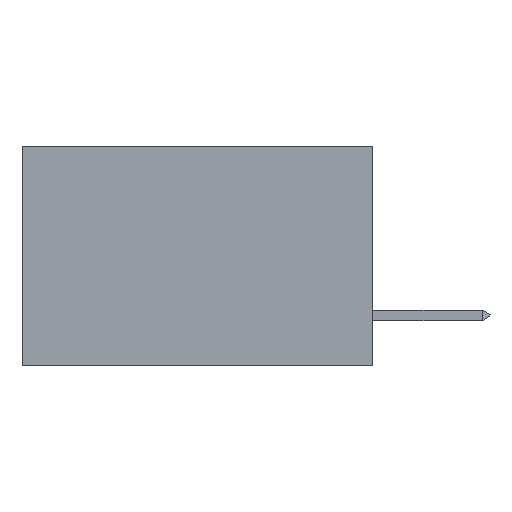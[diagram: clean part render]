
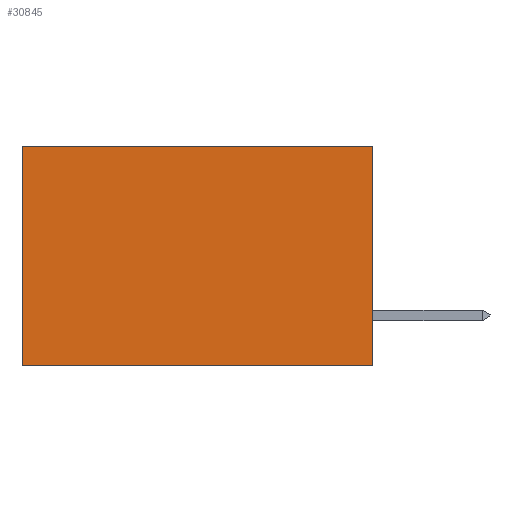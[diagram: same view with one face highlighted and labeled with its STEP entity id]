
A CAD part, left-side view. The second image highlights one B-rep face of the part: STEP entity #30845.
In plain terms, the highlighted planar face has unit normal (-1, 0, 0).
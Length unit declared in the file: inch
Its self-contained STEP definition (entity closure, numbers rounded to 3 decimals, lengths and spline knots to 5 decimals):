
#496 = FACE_OUTER_BOUND ( 'NONE', #23616, .T. ) ;
#766 = VECTOR ( 'NONE', #23736, 39.37008 ) ;
#2764 = PLANE ( 'NONE',  #8040 ) ;
#3573 = ORIENTED_EDGE ( 'NONE', *, *, #30791, .T. ) ;
#3600 = CARTESIAN_POINT ( 'NONE',  ( 0.277, 0., 0. ) ) ;
#3685 = VERTEX_POINT ( 'NONE', #3743 ) ;
#3743 = CARTESIAN_POINT ( 'NONE',  ( 0.277, 0.59, 0. ) ) ;
#5346 = DIRECTION ( 'NONE',  ( 1., 0., 0. ) ) ;
#6831 = CARTESIAN_POINT ( 'NONE',  ( 0.277, 0., -0.37 ) ) ;
#8040 = AXIS2_PLACEMENT_3D ( 'NONE', #20541, #5346, #23035 ) ;
#8537 = ORIENTED_EDGE ( 'NONE', *, *, #19176, .F. ) ;
#10384 = EDGE_CURVE ( 'NONE', #20846, #3685, #14309, .T. ) ;
#11071 = CARTESIAN_POINT ( 'NONE',  ( 0.277, 0., -0.37 ) ) ;
#12704 = CARTESIAN_POINT ( 'NONE',  ( 0.277, 0., -0.37 ) ) ;
#12715 = VERTEX_POINT ( 'NONE', #6831 ) ;
#14309 = LINE ( 'NONE', #3600, #766 ) ;
#16287 = ORIENTED_EDGE ( 'NONE', *, *, #10384, .T. ) ;
#18714 = LINE ( 'NONE', #11071, #31930 ) ;
#19176 = EDGE_CURVE ( 'NONE', #20846, #12715, #25074, .T. ) ;
#20319 = DIRECTION ( 'NONE',  ( 0., 0., -1. ) ) ;
#20541 = CARTESIAN_POINT ( 'NONE',  ( 0.277, 0., -0.37 ) ) ;
#20710 = EDGE_CURVE ( 'NONE', #12715, #25645, #18714, .T. ) ;
#20846 = VERTEX_POINT ( 'NONE', #24162 ) ;
#21377 = CARTESIAN_POINT ( 'NONE',  ( 0.277, 0.59, -0.37 ) ) ;
#23035 = DIRECTION ( 'NONE',  ( 0., 0., -1. ) ) ;
#23616 = EDGE_LOOP ( 'NONE', ( #3573, #30725, #8537, #16287 ) ) ;
#23736 = DIRECTION ( 'NONE',  ( 0., 1., 0. ) ) ;
#24162 = CARTESIAN_POINT ( 'NONE',  ( 0.277, 0., 0. ) ) ;
#25074 = LINE ( 'NONE', #12704, #31681 ) ;
#25244 = DIRECTION ( 'NONE',  ( 0., 0., -1. ) ) ;
#25645 = VERTEX_POINT ( 'NONE', #21377 ) ;
#27734 = CARTESIAN_POINT ( 'NONE',  ( 0.277, 0.59, -0.37 ) ) ;
#28139 = VECTOR ( 'NONE', #20319, 39.37008 ) ;
#28630 = DIRECTION ( 'NONE',  ( 0., 1., 0. ) ) ;
#28901 = LINE ( 'NONE', #27734, #28139 ) ;
#30725 = ORIENTED_EDGE ( 'NONE', *, *, #20710, .F. ) ;
#30791 = EDGE_CURVE ( 'NONE', #3685, #25645, #28901, .T. ) ;
#30845 = ADVANCED_FACE ( 'NONE', ( #496 ), #2764, .F. ) ;
#31681 = VECTOR ( 'NONE', #25244, 39.37008 ) ;
#31930 = VECTOR ( 'NONE', #28630, 39.37008 ) ;
